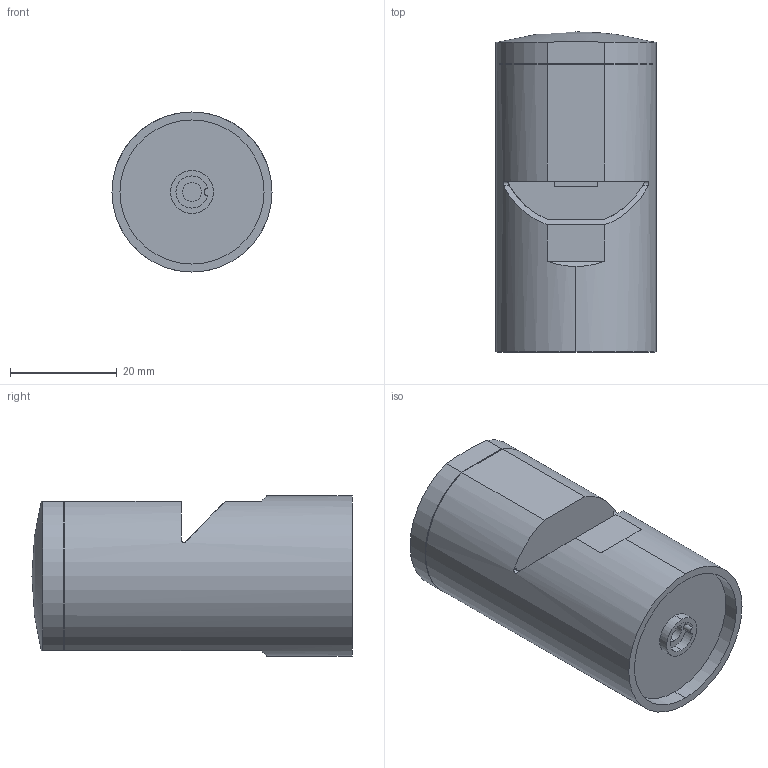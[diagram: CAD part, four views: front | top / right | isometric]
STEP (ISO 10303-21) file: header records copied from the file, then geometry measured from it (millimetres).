
FILE_DESCRIPTION (( 'STEP AP214' ), '1' );
FILE_NAME ('MP-B.step', '2016-10-25T14:46:34', ( '' ), ( '' ), 'SwSTEP 2.0', 'SolidWorks 2016', '' );
FILE_SCHEMA (( 'AUTOMOTIVE_DESIGN' ));
Length unit declared in the file: millimetre
Products named in the file (1): MP-B
Bounding box: 30 x 60 x 30 mm (x, y, z)
Volume: 38271.8 mm3; surface area: 7714.3 mm2
Topology: 1 solids, 1 shells, 47 faces, 120 edges, 80 vertices
Faces by surface type: plane 26, cylinder 18, bspline 2, sphere 1
Entity records: 1489 total; most frequent: CARTESIAN_POINT 333, ORIENTED_EDGE 234, DIRECTION 231, EDGE_CURVE 117, AXIS2_PLACEMENT_3D 82, VERTEX_POINT 78, VECTOR 67, LINE 67
